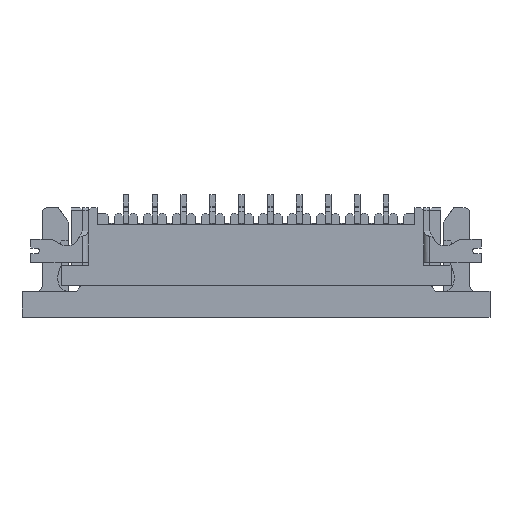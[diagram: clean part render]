
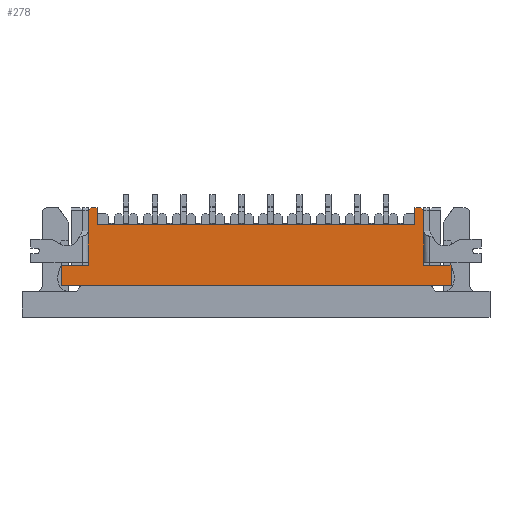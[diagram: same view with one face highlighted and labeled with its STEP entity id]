
A CAD part, top view. The second image highlights one B-rep face of the part: STEP entity #278.
In plain terms, the highlighted planar face has unit normal (0, 0, 1).
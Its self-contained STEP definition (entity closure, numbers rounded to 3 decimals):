
#278=ADVANCED_FACE('',(#1551),#1552,.T.);
#1551=FACE_OUTER_BOUND('',#3915,.T.);
#1552=PLANE('',#3916);
#3915=EDGE_LOOP('',(#6768,#6769,#6770,#6771,#6772,#6773,#6774,#6775,#6776,#6777,#6778,#6779,#6780,#6781));
#3916=AXIS2_PLACEMENT_3D('',#6782,#6783,#6784);
#6768=ORIENTED_EDGE('',*,*,#17137,.T.);
#6769=ORIENTED_EDGE('',*,*,#17138,.T.);
#6770=ORIENTED_EDGE('',*,*,#17139,.T.);
#6771=ORIENTED_EDGE('',*,*,#17140,.T.);
#6772=ORIENTED_EDGE('',*,*,#17141,.T.);
#6773=ORIENTED_EDGE('',*,*,#17142,.F.);
#6774=ORIENTED_EDGE('',*,*,#17143,.F.);
#6775=ORIENTED_EDGE('',*,*,#17144,.T.);
#6776=ORIENTED_EDGE('',*,*,#17145,.T.);
#6777=ORIENTED_EDGE('',*,*,#17146,.T.);
#6778=ORIENTED_EDGE('',*,*,#17147,.F.);
#6779=ORIENTED_EDGE('',*,*,#17148,.F.);
#6780=ORIENTED_EDGE('',*,*,#17149,.T.);
#6781=ORIENTED_EDGE('',*,*,#17150,.T.);
#6782=CARTESIAN_POINT('',(0.0,0.0,0.6));
#6783=DIRECTION('',(0.0,0.0,1.0));
#6784=DIRECTION('',(1.0,0.0,0.0));
#17137=EDGE_CURVE('',#21025,#21026,#21027,.T.);
#17138=EDGE_CURVE('',#21026,#21028,#21029,.T.);
#17139=EDGE_CURVE('',#21028,#21030,#21031,.T.);
#17140=EDGE_CURVE('',#21030,#21032,#21033,.T.);
#17141=EDGE_CURVE('',#21032,#21034,#21035,.T.);
#17142=EDGE_CURVE('',#21036,#21034,#21037,.T.);
#17143=EDGE_CURVE('',#21038,#21036,#21039,.T.);
#17144=EDGE_CURVE('',#21038,#21040,#21041,.T.);
#17145=EDGE_CURVE('',#21040,#21042,#21043,.T.);
#17146=EDGE_CURVE('',#21042,#21044,#21045,.T.);
#17147=EDGE_CURVE('',#21046,#21044,#21047,.T.);
#17148=EDGE_CURVE('',#21048,#21046,#21049,.T.);
#17149=EDGE_CURVE('',#21048,#21050,#21051,.T.);
#17150=EDGE_CURVE('',#21050,#21025,#21052,.T.);
#21025=VERTEX_POINT('',#27237);
#21026=VERTEX_POINT('',#27238);
#21027=LINE('',#27239,#27240);
#21028=VERTEX_POINT('',#27241);
#21029=LINE('',#27242,#27243);
#21030=VERTEX_POINT('',#27244);
#21031=LINE('',#27245,#27246);
#21032=VERTEX_POINT('',#27247);
#21033=LINE('',#27248,#27249);
#21034=VERTEX_POINT('',#27250);
#21035=LINE('',#27251,#27252);
#21036=VERTEX_POINT('',#27253);
#21037=LINE('',#27254,#27255);
#21038=VERTEX_POINT('',#27256);
#21039=LINE('',#27257,#27258);
#21040=VERTEX_POINT('',#27259);
#21041=LINE('',#27260,#27261);
#21042=VERTEX_POINT('',#27262);
#21043=LINE('',#27263,#27264);
#21044=VERTEX_POINT('',#27265);
#21045=LINE('',#27266,#27267);
#21046=VERTEX_POINT('',#27268);
#21047=LINE('',#27269,#27270);
#21048=VERTEX_POINT('',#27271);
#21049=LINE('',#27272,#27273);
#21050=VERTEX_POINT('',#27274);
#21051=LINE('',#27275,#27276);
#21052=LINE('',#27277,#27278);
#27237=CARTESIAN_POINT('',(5.5,1.35,0.6));
#27238=CARTESIAN_POINT('',(5.5,0.75,0.6));
#27239=CARTESIAN_POINT('',(5.5,1.35,0.6));
#27240=VECTOR('',#35560,1000.0);
#27241=CARTESIAN_POINT('',(-5.5,0.75,0.6));
#27242=CARTESIAN_POINT('',(-4.9,0.75,0.6));
#27243=VECTOR('',#35561,1000.0);
#27244=CARTESIAN_POINT('',(-5.5,1.35,0.6));
#27245=CARTESIAN_POINT('',(-5.5,1.15,0.6));
#27246=VECTOR('',#35562,1000.0);
#27247=CARTESIAN_POINT('',(-5.7,1.35,0.6));
#27248=CARTESIAN_POINT('',(6.75,1.35,0.6));
#27249=VECTOR('',#35563,1000.0);
#27250=CARTESIAN_POINT('',(-5.8,1.25,0.6));
#27251=CARTESIAN_POINT('',(-3.525,3.525,0.6));
#27252=VECTOR('',#35564,1000.0);
#27253=CARTESIAN_POINT('',(-5.8,-0.65,0.6));
#27254=CARTESIAN_POINT('',(-5.8,-0.65,0.6));
#27255=VECTOR('',#35565,1000.0);
#27256=CARTESIAN_POINT('',(-6.75,-0.65,0.6));
#27257=CARTESIAN_POINT('',(-6.75,-0.65,0.6));
#27258=VECTOR('',#35566,1000.0);
#27259=CARTESIAN_POINT('',(-6.75,-1.35,0.6));
#27260=CARTESIAN_POINT('',(-6.75,1.35,0.6));
#27261=VECTOR('',#35567,1000.0);
#27262=CARTESIAN_POINT('',(6.75,-1.35,0.6));
#27263=CARTESIAN_POINT('',(-6.75,-1.35,0.6));
#27264=VECTOR('',#35568,1000.0);
#27265=CARTESIAN_POINT('',(6.75,-0.65,0.6));
#27266=CARTESIAN_POINT('',(6.75,-1.35,0.6));
#27267=VECTOR('',#35569,1000.0);
#27268=CARTESIAN_POINT('',(5.8,-0.65,0.6));
#27269=CARTESIAN_POINT('',(6.4,-0.65,0.6));
#27270=VECTOR('',#35570,1000.0);
#27271=CARTESIAN_POINT('',(5.8,1.25,0.6));
#27272=CARTESIAN_POINT('',(5.8,1.35,0.6));
#27273=VECTOR('',#35571,1000.0);
#27274=CARTESIAN_POINT('',(5.7,1.35,0.6));
#27275=CARTESIAN_POINT('',(3.525,3.525,0.6));
#27276=VECTOR('',#35572,1000.0);
#27277=CARTESIAN_POINT('',(6.75,1.35,0.6));
#27278=VECTOR('',#35573,1000.0);
#35560=DIRECTION('',(0.,-1.0,0.0));
#35561=DIRECTION('',(-1.0,0.0,0.0));
#35562=DIRECTION('',(0.,1.0,0.0));
#35563=DIRECTION('',(-1.0,0.,0.0));
#35564=DIRECTION('',(-0.707,-0.707,0.0));
#35565=DIRECTION('',(0.0,1.0,0.0));
#35566=DIRECTION('',(1.0,0.0,0.0));
#35567=DIRECTION('',(0.0,-1.0,0.0));
#35568=DIRECTION('',(1.0,0.,0.0));
#35569=DIRECTION('',(0.0,1.0,0.0));
#35570=DIRECTION('',(1.0,0.0,0.0));
#35571=DIRECTION('',(0.0,-1.0,0.0));
#35572=DIRECTION('',(-0.707,0.707,0.0));
#35573=DIRECTION('',(-1.0,0.,0.0));
